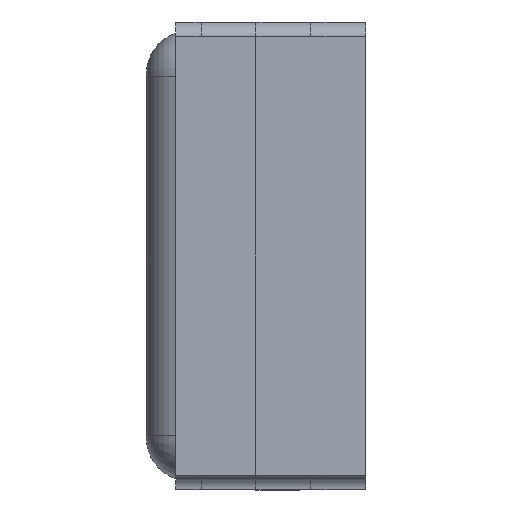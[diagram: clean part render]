
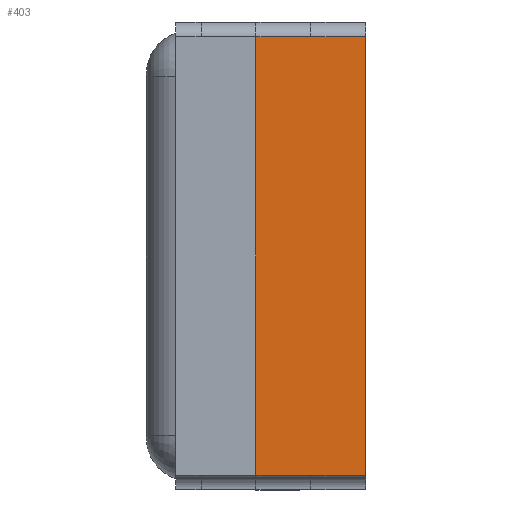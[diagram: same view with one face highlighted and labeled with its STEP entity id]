
A CAD part, left-side view. The second image highlights one B-rep face of the part: STEP entity #403.
In plain terms, the highlighted planar face has unit normal (-1, 0, 0).
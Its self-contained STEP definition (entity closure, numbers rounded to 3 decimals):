
#140 = EDGE_CURVE ( 'NONE', #675, #691, #2550, .T. ) ;
#166 = EDGE_CURVE ( 'NONE', #1503, #738, #2628, .T. ) ;
#167 = EDGE_CURVE ( 'NONE', #739, #675, #2631, .T. ) ;
#168 = EDGE_CURVE ( 'NONE', #7070, #739, #2634, .T. ) ;
#169 = EDGE_CURVE ( 'NONE', #738, #691, #2637, .T. ) ;
#403 = ADVANCED_FACE ( 'NONE', ( #6216 ), #3282, .F. ) ;
#467 = VECTOR ( 'NONE', #2639, 1000. ) ;
#470 = VECTOR ( 'NONE', #2636, 1000. ) ;
#474 = VECTOR ( 'NONE', #2633, 1000. ) ;
#476 = VECTOR ( 'NONE', #2630, 1000. ) ;
#620 = EDGE_LOOP ( 'NONE', ( #1553, #1554, #1552, #1555, #1557, #1556, #1558, #1559, #1560, #1561 ) ) ;
#675 = VERTEX_POINT ( 'NONE', #7425 ) ;
#691 = VERTEX_POINT ( 'NONE', #7441 ) ;
#738 = VERTEX_POINT ( 'NONE', #7488 ) ;
#739 = VERTEX_POINT ( 'NONE', #7489 ) ;
#1499 = VERTEX_POINT ( 'NONE', #7661 ) ;
#1500 = VERTEX_POINT ( 'NONE', #7662 ) ;
#1501 = VERTEX_POINT ( 'NONE', #7663 ) ;
#1502 = VERTEX_POINT ( 'NONE', #7664 ) ;
#1503 = VERTEX_POINT ( 'NONE', #7665 ) ;
#1552 = ORIENTED_EDGE ( 'NONE', *, *, #168, .F. ) ;
#1553 = ORIENTED_EDGE ( 'NONE', *, *, #140, .F. ) ;
#1554 = ORIENTED_EDGE ( 'NONE', *, *, #167, .F. ) ;
#1555 = ORIENTED_EDGE ( 'NONE', *, *, #6136, .F. ) ;
#1556 = ORIENTED_EDGE ( 'NONE', *, *, #6065, .F. ) ;
#1557 = ORIENTED_EDGE ( 'NONE', *, *, #6107, .T. ) ;
#1558 = ORIENTED_EDGE ( 'NONE', *, *, #6134, .F. ) ;
#1559 = ORIENTED_EDGE ( 'NONE', *, *, #6102, .F. ) ;
#1560 = ORIENTED_EDGE ( 'NONE', *, *, #166, .T. ) ;
#1561 = ORIENTED_EDGE ( 'NONE', *, *, #169, .T. ) ;
#2550 = LINE ( 'NONE', #2551, #5930 ) ;
#2551 = CARTESIAN_POINT ( 'NONE',  ( -2.5, 0., 1.6 ) ) ;
#2552 = DIRECTION ( 'NONE',  ( 0., 0., 1. ) ) ;
#2628 = LINE ( 'NONE', #2629, #476 ) ;
#2629 = CARTESIAN_POINT ( 'NONE',  ( -2.5, -0.75, 1.5 ) ) ;
#2630 = DIRECTION ( 'NONE',  ( 0., 1., 0. ) ) ;
#2631 = LINE ( 'NONE', #2632, #474 ) ;
#2632 = CARTESIAN_POINT ( 'NONE',  ( -2.5, -0.75, -1.5 ) ) ;
#2633 = DIRECTION ( 'NONE',  ( 0., 1., 0. ) ) ;
#2634 = LINE ( 'NONE', #2635, #470 ) ;
#2635 = CARTESIAN_POINT ( 'NONE',  ( -2.5, -0.75, -1.5 ) ) ;
#2636 = DIRECTION ( 'NONE',  ( 0., 1., 0. ) ) ;
#2637 = LINE ( 'NONE', #2638, #467 ) ;
#2638 = CARTESIAN_POINT ( 'NONE',  ( -2.5, -0.75, 1.5 ) ) ;
#2639 = DIRECTION ( 'NONE',  ( 0., 1., 0. ) ) ;
#3282 = PLANE ( 'NONE',  #6223 ) ;
#3283 = CARTESIAN_POINT ( 'NONE',  ( -2.5, 0.75, 1.6 ) ) ;
#3284 = DIRECTION ( 'NONE',  ( 1., 0., 0. ) ) ;
#3285 = DIRECTION ( 'NONE',  ( 0., 0., -1. ) ) ;
#5930 = VECTOR ( 'NONE', #2552, 1000. ) ;
#5989 = VECTOR ( 'NONE', #7748, 1000. ) ;
#6065 = EDGE_CURVE ( 'NONE', #1501, #1500, #7746, .T. ) ;
#6102 = EDGE_CURVE ( 'NONE', #1503, #1502, #7938, .T. ) ;
#6107 = EDGE_CURVE ( 'NONE', #1499, #1500, #8025, .T. ) ;
#6134 = EDGE_CURVE ( 'NONE', #1502, #1501, #8371, .T. ) ;
#6136 = EDGE_CURVE ( 'NONE', #1499, #7070, #8397, .T. ) ;
#6216 = FACE_OUTER_BOUND ( 'NONE', #620, .T. ) ;
#6223 = AXIS2_PLACEMENT_3D ( 'NONE', #3283, #3284, #3285 ) ;
#6462 = VECTOR ( 'NONE', #7940, 1000. ) ;
#6472 = VECTOR ( 'NONE', #8027, 1000. ) ;
#6540 = VECTOR ( 'NONE', #8373, 1000. ) ;
#6545 = VECTOR ( 'NONE', #8399, 1000. ) ;
#7070 = VERTEX_POINT ( 'NONE', #8879 ) ;
#7425 = CARTESIAN_POINT ( 'NONE',  ( -2.5, 0., -1.5 ) ) ;
#7441 = CARTESIAN_POINT ( 'NONE',  ( -2.5, 0., 1.5 ) ) ;
#7488 = CARTESIAN_POINT ( 'NONE',  ( -2.5, -0.375, 1.5 ) ) ;
#7489 = CARTESIAN_POINT ( 'NONE',  ( -2.5, -0.375, -1.5 ) ) ;
#7661 = CARTESIAN_POINT ( 'NONE',  ( -2.5, -0.751, -1.3 ) ) ;
#7662 = CARTESIAN_POINT ( 'NONE',  ( -2.5, -0.75, -1.3 ) ) ;
#7663 = CARTESIAN_POINT ( 'NONE',  ( -2.5, -0.75, 1.3 ) ) ;
#7664 = CARTESIAN_POINT ( 'NONE',  ( -2.5, -0.751, 1.3 ) ) ;
#7665 = CARTESIAN_POINT ( 'NONE',  ( -2.5, -0.751, 1.5 ) ) ;
#7746 = LINE ( 'NONE', #7747, #5989 ) ;
#7747 = CARTESIAN_POINT ( 'NONE',  ( -2.5, -0.75, 1.6 ) ) ;
#7748 = DIRECTION ( 'NONE',  ( 0., 0., -1. ) ) ;
#7938 = LINE ( 'NONE', #7939, #6462 ) ;
#7939 = CARTESIAN_POINT ( 'NONE',  ( -2.5, -0.751, 1.5 ) ) ;
#7940 = DIRECTION ( 'NONE',  ( 0., 0., -1. ) ) ;
#8025 = LINE ( 'NONE', #8026, #6472 ) ;
#8026 = CARTESIAN_POINT ( 'NONE',  ( -2.5, -0.751, -1.3 ) ) ;
#8027 = DIRECTION ( 'NONE',  ( 0., 1., 0. ) ) ;
#8371 = LINE ( 'NONE', #8372, #6540 ) ;
#8372 = CARTESIAN_POINT ( 'NONE',  ( -2.5, -0.751, 1.3 ) ) ;
#8373 = DIRECTION ( 'NONE',  ( 0., 1., 0. ) ) ;
#8397 = LINE ( 'NONE', #8398, #6545 ) ;
#8398 = CARTESIAN_POINT ( 'NONE',  ( -2.5, -0.751, -1.3 ) ) ;
#8399 = DIRECTION ( 'NONE',  ( 0., 0., -1. ) ) ;
#8879 = CARTESIAN_POINT ( 'NONE',  ( -2.5, -0.751, -1.5 ) ) ;
